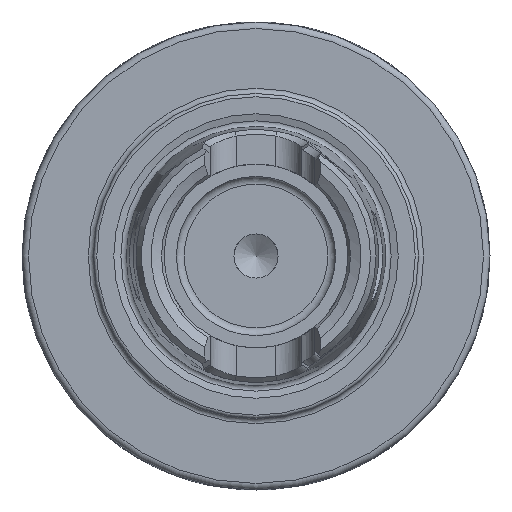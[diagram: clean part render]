
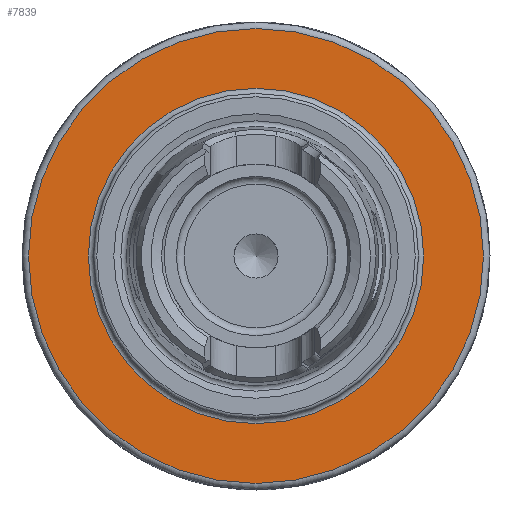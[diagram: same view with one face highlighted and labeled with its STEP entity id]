
A CAD part, left-side view. The second image highlights one B-rep face of the part: STEP entity #7839.
In plain terms, the highlighted planar face has unit normal (-1, 0, 0).
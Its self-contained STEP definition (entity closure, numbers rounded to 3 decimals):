
#1380 = ORIENTED_EDGE ( 'NONE', *, *, #8505, .F. ) ;
#1464 = VERTEX_POINT ( 'NONE', #10520 ) ;
#2121 = AXIS2_PLACEMENT_3D ( 'NONE', #5024, #11236, #2263 ) ;
#2263 = DIRECTION ( 'NONE',  ( 0., -1., 0. ) ) ;
#2968 = AXIS2_PLACEMENT_3D ( 'NONE', #3451, #3296, #9522 ) ;
#3296 = DIRECTION ( 'NONE',  ( 1., 0., 0. ) ) ;
#3451 = CARTESIAN_POINT ( 'NONE',  ( 16., 0., 0. ) ) ;
#3810 = ORIENTED_EDGE ( 'NONE', *, *, #6976, .T. ) ;
#3891 = CIRCLE ( 'NONE', #2968, 35. ) ;
#3906 = FACE_OUTER_BOUND ( 'NONE', #6140, .T. ) ;
#4263 = VERTEX_POINT ( 'NONE', #5193 ) ;
#4714 = FACE_BOUND ( 'NONE', #10715, .T. ) ;
#5024 = CARTESIAN_POINT ( 'NONE',  ( 16., 0., 0. ) ) ;
#5193 = CARTESIAN_POINT ( 'NONE',  ( 16., -25.8, 0. ) ) ;
#6140 = EDGE_LOOP ( 'NONE', ( #1380 ) ) ;
#6865 = CARTESIAN_POINT ( 'NONE',  ( 16., 35., 0. ) ) ;
#6906 = DIRECTION ( 'NONE',  ( -1., 0., 0. ) ) ;
#6976 = EDGE_CURVE ( 'NONE', #4263, #4263, #10987, .T. ) ;
#7839 = ADVANCED_FACE ( 'NONE', ( #4714, #3906 ), #11329, .T. ) ;
#8505 = EDGE_CURVE ( 'NONE', #1464, #1464, #3891, .T. ) ;
#9522 = DIRECTION ( 'NONE',  ( 0., 1., 0. ) ) ;
#9601 = DIRECTION ( 'NONE',  ( 0., -1., 0. ) ) ;
#10520 = CARTESIAN_POINT ( 'NONE',  ( 16., 35., 0. ) ) ;
#10715 = EDGE_LOOP ( 'NONE', ( #3810 ) ) ;
#10987 = CIRCLE ( 'NONE', #2121, 25.8 ) ;
#11008 = AXIS2_PLACEMENT_3D ( 'NONE', #6865, #6906, #9601 ) ;
#11236 = DIRECTION ( 'NONE',  ( 1., 0., 0. ) ) ;
#11329 = PLANE ( 'NONE',  #11008 ) ;
